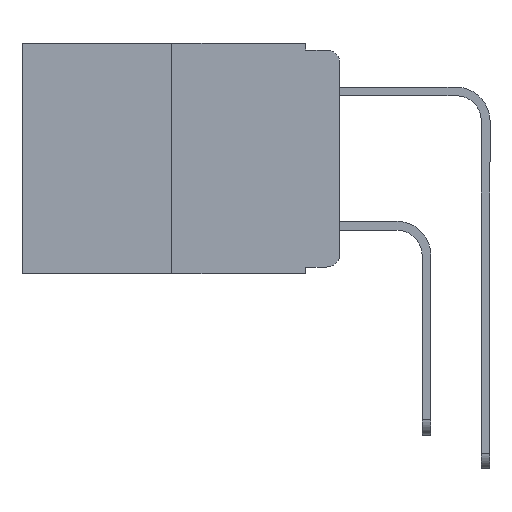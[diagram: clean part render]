
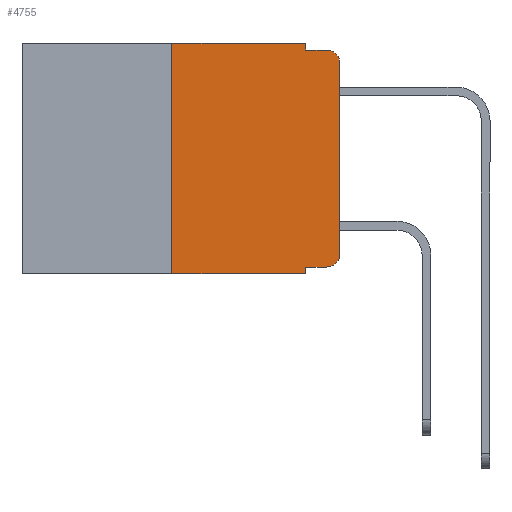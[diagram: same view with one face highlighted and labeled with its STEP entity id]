
A CAD part, left-side view. The second image highlights one B-rep face of the part: STEP entity #4755.
In plain terms, the highlighted planar face has unit normal (-1, 0, 0).
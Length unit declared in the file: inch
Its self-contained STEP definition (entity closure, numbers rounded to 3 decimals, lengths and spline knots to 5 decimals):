
#40 = CARTESIAN_POINT ( 'NONE',  ( 0., 0.02, -0.313 ) ) ;
#131 = CIRCLE ( 'NONE', #11559, 0.02 ) ;
#282 = ORIENTED_EDGE ( 'NONE', *, *, #5480, .F. ) ;
#538 = DIRECTION ( 'NONE',  ( -1., 0., 0. ) ) ;
#555 = DIRECTION ( 'NONE',  ( 0., -1., 0. ) ) ;
#703 = CARTESIAN_POINT ( 'NONE',  ( 0., 0.02, -0.01 ) ) ;
#1025 = LINE ( 'NONE', #8385, #10383 ) ;
#1034 = LINE ( 'NONE', #5191, #10667 ) ;
#1455 = LINE ( 'NONE', #6768, #4006 ) ;
#1752 = VECTOR ( 'NONE', #555, 39.37008 ) ;
#1902 = DIRECTION ( 'NONE',  ( 0., 0., 1. ) ) ;
#1977 = CARTESIAN_POINT ( 'NONE',  ( 0., 0., -0.313 ) ) ;
#2114 = CARTESIAN_POINT ( 'NONE',  ( 0., 0.051, -0.343 ) ) ;
#2350 = LINE ( 'NONE', #5331, #4606 ) ;
#2649 = LINE ( 'NONE', #10604, #4910 ) ;
#2780 = AXIS2_PLACEMENT_3D ( 'NONE', #4083, #3620, #8316 ) ;
#3235 = FACE_OUTER_BOUND ( 'NONE', #6533, .T. ) ;
#3285 = ORIENTED_EDGE ( 'NONE', *, *, #6027, .F. ) ;
#3294 = ORIENTED_EDGE ( 'NONE', *, *, #4219, .T. ) ;
#3620 = DIRECTION ( 'NONE',  ( 1., 0., 0. ) ) ;
#3675 = VERTEX_POINT ( 'NONE', #7727 ) ;
#3838 = ORIENTED_EDGE ( 'NONE', *, *, #7946, .T. ) ;
#3963 = DIRECTION ( 'NONE',  ( 0., -1., 0. ) ) ;
#4006 = VECTOR ( 'NONE', #8367, 39.37008 ) ;
#4083 = CARTESIAN_POINT ( 'NONE',  ( 0., 0.473, 0. ) ) ;
#4217 = PLANE ( 'NONE',  #2780 ) ;
#4219 = EDGE_CURVE ( 'NONE', #3675, #7172, #131, .T. ) ;
#4606 = VECTOR ( 'NONE', #1902, 39.37008 ) ;
#4665 = AXIS2_PLACEMENT_3D ( 'NONE', #6234, #538, #7163 ) ;
#4731 = CIRCLE ( 'NONE', #4665, 0.02 ) ;
#4748 = ORIENTED_EDGE ( 'NONE', *, *, #8589, .T. ) ;
#4755 = ADVANCED_FACE ( 'NONE', ( #3235 ), #4217, .F. ) ;
#4762 = ORIENTED_EDGE ( 'NONE', *, *, #6722, .F. ) ;
#4817 = DIRECTION ( 'NONE',  ( -1., 0., 0. ) ) ;
#4863 = EDGE_CURVE ( 'NONE', #9106, #3675, #1455, .T. ) ;
#4910 = VECTOR ( 'NONE', #4955, 39.37008 ) ;
#4955 = DIRECTION ( 'NONE',  ( 0., -1., 0. ) ) ;
#5126 = CARTESIAN_POINT ( 'NONE',  ( 0., 0.051, -0.333 ) ) ;
#5147 = VERTEX_POINT ( 'NONE', #12004 ) ;
#5191 = CARTESIAN_POINT ( 'NONE',  ( 0., 0.051, 0. ) ) ;
#5287 = CARTESIAN_POINT ( 'NONE',  ( 0., 0., 0. ) ) ;
#5331 = CARTESIAN_POINT ( 'NONE',  ( 0., 0.25, 0. ) ) ;
#5438 = VECTOR ( 'NONE', #10779, 39.37008 ) ;
#5480 = EDGE_CURVE ( 'NONE', #9106, #9028, #1034, .T. ) ;
#5561 = DIRECTION ( 'NONE',  ( 0., 0., -1. ) ) ;
#5580 = VERTEX_POINT ( 'NONE', #703 ) ;
#5622 = DIRECTION ( 'NONE',  ( 0., 0., -1. ) ) ;
#5634 = CARTESIAN_POINT ( 'NONE',  ( 0., 0.051, 0. ) ) ;
#5705 = VERTEX_POINT ( 'NONE', #6419 ) ;
#5814 = CARTESIAN_POINT ( 'NONE',  ( 0., 0.25, -0.343 ) ) ;
#6027 = EDGE_CURVE ( 'NONE', #5147, #9991, #2649, .T. ) ;
#6102 = EDGE_CURVE ( 'NONE', #8317, #5147, #2350, .T. ) ;
#6234 = CARTESIAN_POINT ( 'NONE',  ( 0., 0.02, -0.03 ) ) ;
#6419 = CARTESIAN_POINT ( 'NONE',  ( 0., 0.051, -0.01 ) ) ;
#6432 = VECTOR ( 'NONE', #3963, 39.37008 ) ;
#6533 = EDGE_LOOP ( 'NONE', ( #4748, #3838, #10956, #4762, #3285, #7516, #10406, #282, #9458, #3294 ) ) ;
#6685 = DIRECTION ( 'NONE',  ( 0., 0., -1. ) ) ;
#6722 = EDGE_CURVE ( 'NONE', #9991, #5705, #1025, .T. ) ;
#6768 = CARTESIAN_POINT ( 'NONE',  ( 0., 0.051, -0.333 ) ) ;
#7067 = LINE ( 'NONE', #7138, #1752 ) ;
#7138 = CARTESIAN_POINT ( 'NONE',  ( 0., 0.051, -0.01 ) ) ;
#7163 = DIRECTION ( 'NONE',  ( 0., 0., -1. ) ) ;
#7172 = VERTEX_POINT ( 'NONE', #1977 ) ;
#7325 = EDGE_CURVE ( 'NONE', #5705, #5580, #7067, .T. ) ;
#7516 = ORIENTED_EDGE ( 'NONE', *, *, #6102, .F. ) ;
#7727 = CARTESIAN_POINT ( 'NONE',  ( 0., 0.02, -0.333 ) ) ;
#7880 = LINE ( 'NONE', #5287, #5438 ) ;
#7946 = EDGE_CURVE ( 'NONE', #8082, #5580, #4731, .T. ) ;
#8082 = VERTEX_POINT ( 'NONE', #10045 ) ;
#8316 = DIRECTION ( 'NONE',  ( 0., 0., -1. ) ) ;
#8317 = VERTEX_POINT ( 'NONE', #5814 ) ;
#8367 = DIRECTION ( 'NONE',  ( 0., -1., 0. ) ) ;
#8385 = CARTESIAN_POINT ( 'NONE',  ( 0., 0.051, 0. ) ) ;
#8589 = EDGE_CURVE ( 'NONE', #7172, #8082, #7880, .T. ) ;
#8904 = LINE ( 'NONE', #9551, #6432 ) ;
#9028 = VERTEX_POINT ( 'NONE', #2114 ) ;
#9106 = VERTEX_POINT ( 'NONE', #5126 ) ;
#9458 = ORIENTED_EDGE ( 'NONE', *, *, #4863, .T. ) ;
#9551 = CARTESIAN_POINT ( 'NONE',  ( 0., 0.473, -0.343 ) ) ;
#9597 = EDGE_CURVE ( 'NONE', #8317, #9028, #8904, .T. ) ;
#9991 = VERTEX_POINT ( 'NONE', #5634 ) ;
#10045 = CARTESIAN_POINT ( 'NONE',  ( 0., 0., -0.03 ) ) ;
#10383 = VECTOR ( 'NONE', #5561, 39.37008 ) ;
#10406 = ORIENTED_EDGE ( 'NONE', *, *, #9597, .T. ) ;
#10604 = CARTESIAN_POINT ( 'NONE',  ( 0., 0.473, 0. ) ) ;
#10667 = VECTOR ( 'NONE', #6685, 39.37008 ) ;
#10779 = DIRECTION ( 'NONE',  ( 0., 0., 1. ) ) ;
#10956 = ORIENTED_EDGE ( 'NONE', *, *, #7325, .F. ) ;
#11559 = AXIS2_PLACEMENT_3D ( 'NONE', #40, #4817, #5622 ) ;
#12004 = CARTESIAN_POINT ( 'NONE',  ( 0., 0.25, 0. ) ) ;
